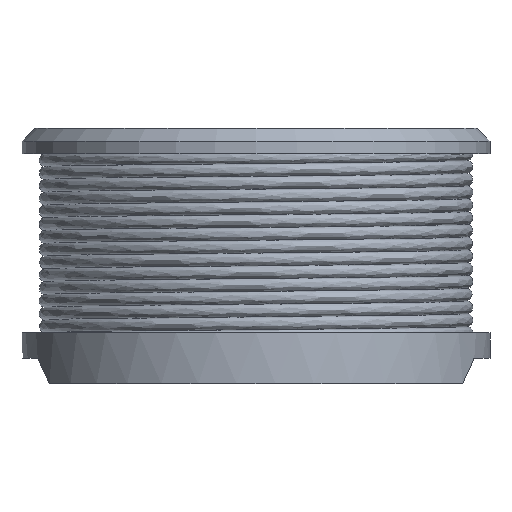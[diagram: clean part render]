
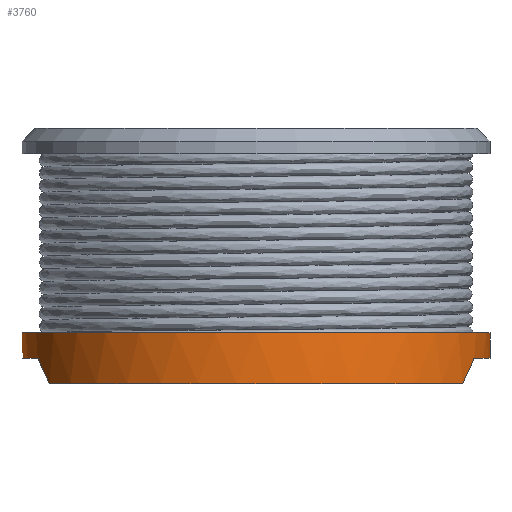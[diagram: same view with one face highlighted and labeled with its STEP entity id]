
A CAD part, front view. The second image highlights one B-rep face of the part: STEP entity #3760.
In plain terms, the highlighted cylindrical face has radius 6.5 mm (diameter 13 mm), a full revolution.
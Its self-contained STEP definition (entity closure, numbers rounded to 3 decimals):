
#3760=ADVANCED_FACE('',(#13794,#13796),#13798,.T.);
#13794=FACE_OUTER_BOUND('',#13795,.T.);
#13795=EDGE_LOOP('',(#16723));
#13796=FACE_BOUND('',#13797,.T.);
#13797=EDGE_LOOP('',(#16724,#16725,#16726,#16727,#16728,#16729,#16730,#16731,#16732));
#13798=CYLINDRICAL_SURFACE('',#13799,6.5);
#13799=AXIS2_PLACEMENT_3D('',#13800,#13801,#13802);
#13800=CARTESIAN_POINT('',(0.,0.,0.));
#13801=DIRECTION('',(0.,0.,1.));
#13802=DIRECTION('',(1.,0.,0.));
#16723=ORIENTED_EDGE('',*,*,#17940,.F.);
#16724=ORIENTED_EDGE('',*,*,#17941,.T.);
#16725=ORIENTED_EDGE('',*,*,#17942,.T.);
#16726=ORIENTED_EDGE('',*,*,#17943,.T.);
#16727=ORIENTED_EDGE('',*,*,#17944,.T.);
#16728=ORIENTED_EDGE('',*,*,#17945,.T.);
#16729=ORIENTED_EDGE('',*,*,#17946,.T.);
#16730=ORIENTED_EDGE('',*,*,#17947,.T.);
#16731=ORIENTED_EDGE('',*,*,#17948,.T.);
#16732=ORIENTED_EDGE('',*,*,#17949,.T.);
#17940=EDGE_CURVE('',#19939,#19939,#19940,.T.);
#17941=EDGE_CURVE('',#19941,#19942,#19943,.T.);
#17942=EDGE_CURVE('',#19942,#19944,#19945,.T.);
#17943=EDGE_CURVE('',#19944,#19946,#19947,.T.);
#17944=EDGE_CURVE('',#19946,#19948,#19949,.T.);
#17945=EDGE_CURVE('',#19948,#19950,#19951,.T.);
#17946=EDGE_CURVE('',#19950,#19952,#19953,.T.);
#17947=EDGE_CURVE('',#19952,#19954,#19955,.T.);
#17948=EDGE_CURVE('',#19954,#19956,#19957,.T.);
#17949=EDGE_CURVE('',#19956,#19941,#19958,.T.);
#19939=VERTEX_POINT('',#25270);
#19940=CIRCLE('',#25271,6.5);
#19941=VERTEX_POINT('',#25275);
#19942=VERTEX_POINT('',#25276);
#19943=CIRCLE('',#25277,6.5);
#19944=VERTEX_POINT('',#25281);
#19945=(BOUNDED_CURVE()B_SPLINE_CURVE(3,
(#25282,#25283,#25284,#25285),
.UNSPECIFIED.,.F.,.F.)B_SPLINE_CURVE_WITH_KNOTS((4,4),
(0.,1.),
.UNSPECIFIED.)CURVE()GEOMETRIC_REPRESENTATION_ITEM()RATIONAL_B_SPLINE_CURVE((1.,
0.999,0.999,1.))REPRESENTATION_ITEM(''));
#19946=VERTEX_POINT('',#25286);
#19947=CIRCLE('',#25287,6.5);
#19948=VERTEX_POINT('',#25291);
#19949=(BOUNDED_CURVE()B_SPLINE_CURVE(3,
(#25292,#25293,#25294,#25295),
.UNSPECIFIED.,.F.,.F.)B_SPLINE_CURVE_WITH_KNOTS((4,4),
(0.,1.),
.UNSPECIFIED.)CURVE()GEOMETRIC_REPRESENTATION_ITEM()RATIONAL_B_SPLINE_CURVE((1.,
0.999,0.999,1.))REPRESENTATION_ITEM(''));
#19950=VERTEX_POINT('',#25296);
#19951=CIRCLE('',#25297,6.5);
#19952=VERTEX_POINT('',#25301);
#19953=(BOUNDED_CURVE()B_SPLINE_CURVE(3,
(#25302,#25303,#25304,#25305),
.UNSPECIFIED.,.F.,.F.)B_SPLINE_CURVE_WITH_KNOTS((4,4),
(0.,1.),
.UNSPECIFIED.)CURVE()GEOMETRIC_REPRESENTATION_ITEM()RATIONAL_B_SPLINE_CURVE((1.,
0.999,0.999,1.))REPRESENTATION_ITEM(''));
#19954=VERTEX_POINT('',#25306);
#19955=CIRCLE('',#25307,6.5);
#19956=VERTEX_POINT('',#25311);
#19957=(BOUNDED_CURVE()B_SPLINE_CURVE(3,
(#25312,#25313,#25314,#25315),
.UNSPECIFIED.,.F.,.F.)B_SPLINE_CURVE_WITH_KNOTS((4,4),
(0.,1.),
.UNSPECIFIED.)CURVE()GEOMETRIC_REPRESENTATION_ITEM()RATIONAL_B_SPLINE_CURVE((1.,
0.999,0.999,1.))REPRESENTATION_ITEM(''));
#19958=CIRCLE('',#25316,6.5);
#25270=CARTESIAN_POINT('',(6.5,0.,1.42));
#25271=AXIS2_PLACEMENT_3D('',#25272,#25273,#25274);
#25272=CARTESIAN_POINT('',(0.,0.,1.42));
#25273=DIRECTION('',(0.,0.,1.));
#25274=DIRECTION('',(1.,0.,0.));
#25275=CARTESIAN_POINT('',(6.5,0.,0.71));
#25276=CARTESIAN_POINT('',(6.064,2.34,0.71));
#25277=AXIS2_PLACEMENT_3D('',#25278,#25279,#25280);
#25278=CARTESIAN_POINT('',(0.,0.,0.71));
#25279=DIRECTION('',(0.,0.,1.));
#25280=DIRECTION('',(1.,0.,0.));
#25281=CARTESIAN_POINT('',(5.74,3.05,0.));
#25282=CARTESIAN_POINT('',(6.064,2.34,0.71));
#25283=CARTESIAN_POINT('',(5.97,2.583,0.467));
#25284=CARTESIAN_POINT('',(5.862,2.82,0.23));
#25285=CARTESIAN_POINT('',(5.74,3.05,0.));
#25286=CARTESIAN_POINT('',(-5.74,3.05,0.));
#25287=AXIS2_PLACEMENT_3D('',#25288,#25289,#25290);
#25288=CARTESIAN_POINT('',(0.,0.,0.));
#25289=DIRECTION('',(0.,0.,1.));
#25290=DIRECTION('',(0.883,0.469,0.));
#25291=CARTESIAN_POINT('',(-6.064,2.34,0.71));
#25292=CARTESIAN_POINT('',(-5.74,3.05,0.));
#25293=CARTESIAN_POINT('',(-5.862,2.82,0.23));
#25294=CARTESIAN_POINT('',(-5.97,2.583,0.467));
#25295=CARTESIAN_POINT('',(-6.064,2.34,0.71));
#25296=CARTESIAN_POINT('',(-6.064,-2.34,0.71));
#25297=AXIS2_PLACEMENT_3D('',#25298,#25299,#25300);
#25298=CARTESIAN_POINT('',(0.,0.,0.71));
#25299=DIRECTION('',(0.,0.,1.));
#25300=DIRECTION('',(-0.933,0.36,0.));
#25301=CARTESIAN_POINT('',(-5.74,-3.05,0.));
#25302=CARTESIAN_POINT('',(-6.064,-2.34,0.71));
#25303=CARTESIAN_POINT('',(-5.97,-2.583,0.467));
#25304=CARTESIAN_POINT('',(-5.862,-2.82,0.23));
#25305=CARTESIAN_POINT('',(-5.74,-3.05,0.));
#25306=CARTESIAN_POINT('',(5.74,-3.05,0.));
#25307=AXIS2_PLACEMENT_3D('',#25308,#25309,#25310);
#25308=CARTESIAN_POINT('',(0.,0.,0.));
#25309=DIRECTION('',(0.,0.,1.));
#25310=DIRECTION('',(-0.883,-0.469,0.));
#25311=CARTESIAN_POINT('',(6.064,-2.34,0.71));
#25312=CARTESIAN_POINT('',(5.74,-3.05,0.));
#25313=CARTESIAN_POINT('',(5.862,-2.82,0.23));
#25314=CARTESIAN_POINT('',(5.97,-2.583,0.467));
#25315=CARTESIAN_POINT('',(6.064,-2.34,0.71));
#25316=AXIS2_PLACEMENT_3D('',#25317,#25318,#25319);
#25317=CARTESIAN_POINT('',(0.,0.,0.71));
#25318=DIRECTION('',(0.,0.,1.));
#25319=DIRECTION('',(0.933,-0.36,0.));
